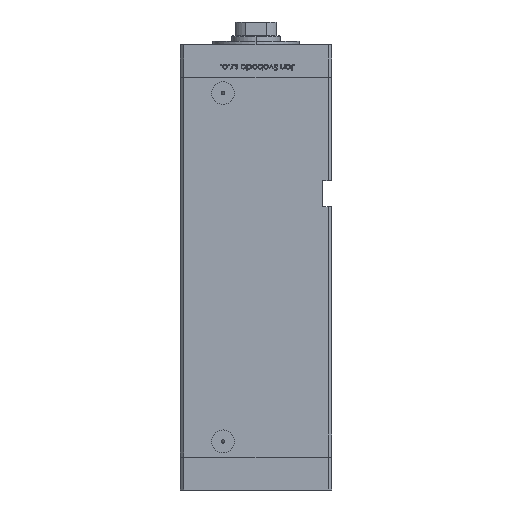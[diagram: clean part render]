
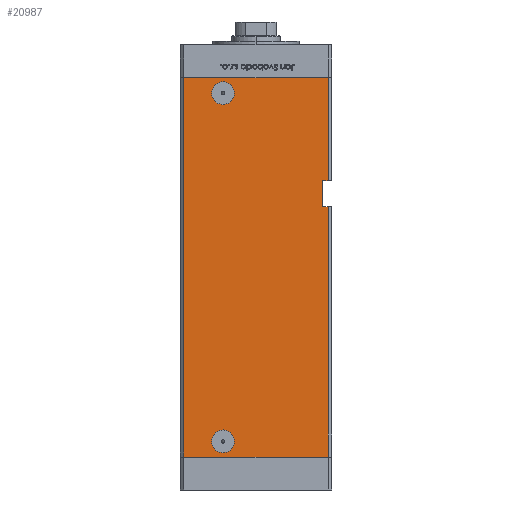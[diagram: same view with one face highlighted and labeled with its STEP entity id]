
A CAD part, left-side view. The second image highlights one B-rep face of the part: STEP entity #20987.
In plain terms, the highlighted planar face has unit normal (-1, 0, 0).
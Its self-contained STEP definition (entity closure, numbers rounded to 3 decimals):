
#1521 = LINE ( 'NONE', #38553, #17958 ) ;
#1801 = EDGE_CURVE ( 'NONE', #36104, #33187, #30217, .T. ) ;
#2380 = DIRECTION ( 'NONE',  ( 0., 1., 0. ) ) ;
#2719 = EDGE_CURVE ( 'NONE', #12965, #36104, #25939, .T. ) ;
#3355 = DIRECTION ( 'NONE',  ( 0., -1., 0. ) ) ;
#3563 = CARTESIAN_POINT ( 'NONE',  ( -50., 41.5, 218.5 ) ) ;
#4397 = DIRECTION ( 'NONE',  ( 0., -1., 0. ) ) ;
#5228 = CIRCLE ( 'NONE', #23230, 6.58 ) ;
#5654 = VERTEX_POINT ( 'NONE', #47511 ) ;
#5874 = ORIENTED_EDGE ( 'NONE', *, *, #28130, .T. ) ;
#6295 = DIRECTION ( 'NONE',  ( 0., 0., -1. ) ) ;
#7062 = LINE ( 'NONE', #3563, #11484 ) ;
#7121 = DIRECTION ( 'NONE',  ( -1., 0., 0. ) ) ;
#8456 = EDGE_LOOP ( 'NONE', ( #17655, #27975 ) ) ;
#8502 = AXIS2_PLACEMENT_3D ( 'NONE', #13491, #50524, #41918 ) ;
#9452 = VERTEX_POINT ( 'NONE', #48386 ) ;
#9626 = LINE ( 'NONE', #50449, #41469 ) ;
#9874 = EDGE_CURVE ( 'NONE', #9452, #10037, #13068, .T. ) ;
#10037 = VERTEX_POINT ( 'NONE', #16223 ) ;
#10456 = DIRECTION ( 'NONE',  ( 1., 0., 0. ) ) ;
#10485 = DIRECTION ( 'NONE',  ( 0., -1., 0. ) ) ;
#10900 = CARTESIAN_POINT ( 'NONE',  ( -50., 19., 9. ) ) ;
#11007 = ORIENTED_EDGE ( 'NONE', *, *, #34931, .F. ) ;
#11484 = VECTOR ( 'NONE', #33057, 1000. ) ;
#11692 = EDGE_LOOP ( 'NONE', ( #11007, #45388 ) ) ;
#12000 = CARTESIAN_POINT ( 'NONE',  ( -50., -38.5, 159. ) ) ;
#12189 = DIRECTION ( 'NONE',  ( -1., 0., 0. ) ) ;
#12302 = ORIENTED_EDGE ( 'NONE', *, *, #19507, .F. ) ;
#12785 = CARTESIAN_POINT ( 'NONE',  ( -50., 12.42, 9. ) ) ;
#12965 = VERTEX_POINT ( 'NONE', #20420 ) ;
#13068 = LINE ( 'NONE', #13334, #41193 ) ;
#13334 = CARTESIAN_POINT ( 'NONE',  ( -50., -41.5, 218.5 ) ) ;
#13491 = CARTESIAN_POINT ( 'NONE',  ( -50., 19., 209.5 ) ) ;
#14190 = VECTOR ( 'NONE', #10485, 1000. ) ;
#14219 = PLANE ( 'NONE',  #29500 ) ;
#15145 = ORIENTED_EDGE ( 'NONE', *, *, #18973, .F. ) ;
#15426 = DIRECTION ( 'NONE',  ( 0., -1., 0. ) ) ;
#16223 = CARTESIAN_POINT ( 'NONE',  ( -50., -41.5, 159. ) ) ;
#16865 = DIRECTION ( 'NONE',  ( 0., -1., 0. ) ) ;
#17655 = ORIENTED_EDGE ( 'NONE', *, *, #38372, .F. ) ;
#17958 = VECTOR ( 'NONE', #51239, 1000. ) ;
#18243 = FACE_OUTER_BOUND ( 'NONE', #26923, .T. ) ;
#18771 = FACE_BOUND ( 'NONE', #11692, .T. ) ;
#18973 = EDGE_CURVE ( 'NONE', #23222, #33187, #9626, .T. ) ;
#19507 = EDGE_CURVE ( 'NONE', #12965, #9452, #7062, .T. ) ;
#19514 = AXIS2_PLACEMENT_3D ( 'NONE', #44692, #44422, #4397 ) ;
#19946 = VERTEX_POINT ( 'NONE', #39992 ) ;
#20383 = CIRCLE ( 'NONE', #19514, 6.58 ) ;
#20420 = CARTESIAN_POINT ( 'NONE',  ( -50., 41.5, 218.5 ) ) ;
#20987 = ADVANCED_FACE ( 'NONE', ( #18243, #18771, #38867 ), #14219, .F. ) ;
#21525 = VERTEX_POINT ( 'NONE', #51346 ) ;
#21664 = ORIENTED_EDGE ( 'NONE', *, *, #9874, .F. ) ;
#22150 = CARTESIAN_POINT ( 'NONE',  ( -50., 41.5, 0. ) ) ;
#23222 = VERTEX_POINT ( 'NONE', #37558 ) ;
#23230 = AXIS2_PLACEMENT_3D ( 'NONE', #43860, #12189, #15426 ) ;
#23578 = VERTEX_POINT ( 'NONE', #41817 ) ;
#25939 = LINE ( 'NONE', #50422, #43667 ) ;
#26923 = EDGE_LOOP ( 'NONE', ( #15145, #42555, #37277, #5874, #21664, #12302, #29154, #41979 ) ) ;
#27621 = LINE ( 'NONE', #52646, #14190 ) ;
#27975 = ORIENTED_EDGE ( 'NONE', *, *, #43503, .F. ) ;
#28130 = EDGE_CURVE ( 'NONE', #33957, #10037, #27621, .T. ) ;
#29082 = CIRCLE ( 'NONE', #41973, 6.58 ) ;
#29154 = ORIENTED_EDGE ( 'NONE', *, *, #2719, .T. ) ;
#29268 = VECTOR ( 'NONE', #49567, 1000. ) ;
#29500 = AXIS2_PLACEMENT_3D ( 'NONE', #30555, #10456, #2380 ) ;
#29964 = DIRECTION ( 'NONE',  ( 0., 0., -1. ) ) ;
#30217 = LINE ( 'NONE', #37483, #41075 ) ;
#30555 = CARTESIAN_POINT ( 'NONE',  ( -50., 41.5, 218.5 ) ) ;
#33057 = DIRECTION ( 'NONE',  ( 0., -1., 0. ) ) ;
#33187 = VERTEX_POINT ( 'NONE', #39393 ) ;
#33957 = VERTEX_POINT ( 'NONE', #12000 ) ;
#34931 = EDGE_CURVE ( 'NONE', #51240, #23578, #20383, .T. ) ;
#36104 = VERTEX_POINT ( 'NONE', #22150 ) ;
#37160 = LINE ( 'NONE', #43997, #29268 ) ;
#37277 = ORIENTED_EDGE ( 'NONE', *, *, #38481, .F. ) ;
#37483 = CARTESIAN_POINT ( 'NONE',  ( -50., 41.5, 0. ) ) ;
#37558 = CARTESIAN_POINT ( 'NONE',  ( -50., -41.5, 144. ) ) ;
#38372 = EDGE_CURVE ( 'NONE', #21525, #19946, #53122, .T. ) ;
#38481 = EDGE_CURVE ( 'NONE', #33957, #5654, #1521, .T. ) ;
#38553 = CARTESIAN_POINT ( 'NONE',  ( -50., -38.5, 159. ) ) ;
#38867 = FACE_BOUND ( 'NONE', #8456, .T. ) ;
#39393 = CARTESIAN_POINT ( 'NONE',  ( -50., -41.5, 0. ) ) ;
#39915 = EDGE_CURVE ( 'NONE', #23578, #51240, #29082, .T. ) ;
#39992 = CARTESIAN_POINT ( 'NONE',  ( -50., 25.58, 209.5 ) ) ;
#41075 = VECTOR ( 'NONE', #16865, 1000. ) ;
#41193 = VECTOR ( 'NONE', #6295, 1000. ) ;
#41469 = VECTOR ( 'NONE', #46669, 1000. ) ;
#41817 = CARTESIAN_POINT ( 'NONE',  ( -50., 25.58, 9. ) ) ;
#41918 = DIRECTION ( 'NONE',  ( 0., -1., 0. ) ) ;
#41973 = AXIS2_PLACEMENT_3D ( 'NONE', #10900, #7121, #3355 ) ;
#41979 = ORIENTED_EDGE ( 'NONE', *, *, #1801, .T. ) ;
#42555 = ORIENTED_EDGE ( 'NONE', *, *, #46240, .F. ) ;
#43503 = EDGE_CURVE ( 'NONE', #19946, #21525, #5228, .T. ) ;
#43667 = VECTOR ( 'NONE', #29964, 1000. ) ;
#43860 = CARTESIAN_POINT ( 'NONE',  ( -50., 19., 209.5 ) ) ;
#43997 = CARTESIAN_POINT ( 'NONE',  ( -50., -38.5, 144. ) ) ;
#44422 = DIRECTION ( 'NONE',  ( -1., 0., 0. ) ) ;
#44692 = CARTESIAN_POINT ( 'NONE',  ( -50., 19., 9. ) ) ;
#45388 = ORIENTED_EDGE ( 'NONE', *, *, #39915, .F. ) ;
#46240 = EDGE_CURVE ( 'NONE', #5654, #23222, #37160, .T. ) ;
#46669 = DIRECTION ( 'NONE',  ( 0., 0., -1. ) ) ;
#47511 = CARTESIAN_POINT ( 'NONE',  ( -50., -38.5, 144. ) ) ;
#48386 = CARTESIAN_POINT ( 'NONE',  ( -50., -41.5, 218.5 ) ) ;
#49567 = DIRECTION ( 'NONE',  ( 0., -1., 0. ) ) ;
#50422 = CARTESIAN_POINT ( 'NONE',  ( -50., 41.5, 218.5 ) ) ;
#50449 = CARTESIAN_POINT ( 'NONE',  ( -50., -41.5, 218.5 ) ) ;
#50524 = DIRECTION ( 'NONE',  ( -1., 0., 0. ) ) ;
#51239 = DIRECTION ( 'NONE',  ( 0., 0., -1. ) ) ;
#51240 = VERTEX_POINT ( 'NONE', #12785 ) ;
#51346 = CARTESIAN_POINT ( 'NONE',  ( -50., 12.42, 209.5 ) ) ;
#52646 = CARTESIAN_POINT ( 'NONE',  ( -50., -38.5, 159. ) ) ;
#53122 = CIRCLE ( 'NONE', #8502, 6.58 ) ;
